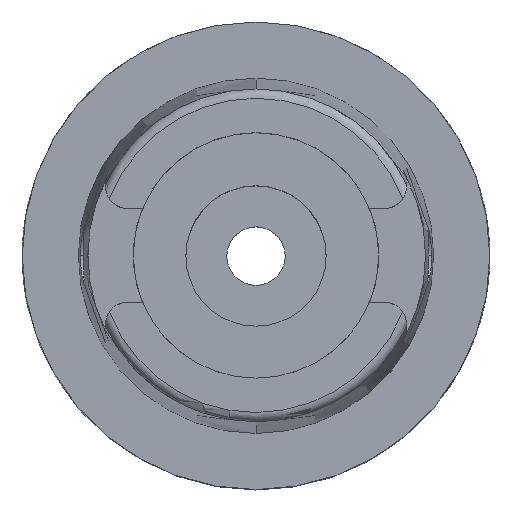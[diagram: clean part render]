
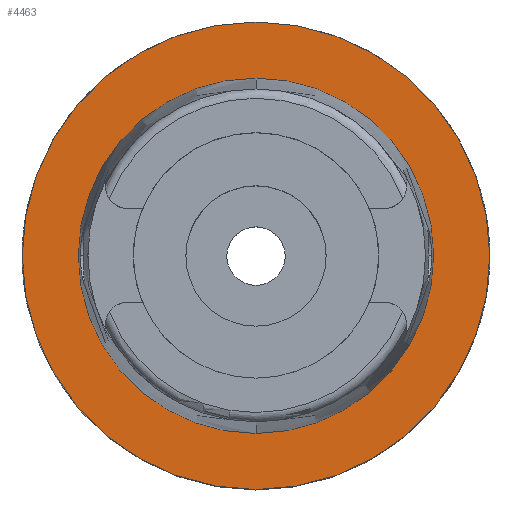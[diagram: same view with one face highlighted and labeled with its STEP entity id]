
A CAD part, top view. The second image highlights one B-rep face of the part: STEP entity #4463.
In plain terms, the highlighted planar face has unit normal (0, 0, 1).
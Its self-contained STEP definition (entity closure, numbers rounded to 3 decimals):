
#2287=CARTESIAN_POINT('',(0.,0.,0.));
#2288=DIRECTION('',(0.,0.,-1.));
#2289=DIRECTION('',(0.,-1.,0.));
#2290=AXIS2_PLACEMENT_3D('',#2287,#2288,#2289);
#2295=CARTESIAN_POINT('',(0.,0.,0.));
#2296=DIRECTION('',(0.,0.,-1.));
#2297=DIRECTION('',(0.,1.,0.));
#2298=AXIS2_PLACEMENT_3D('',#2295,#2296,#2297);
#2303=CARTESIAN_POINT('',(0.,0.,0.));
#2304=DIRECTION('',(0.,0.,1.));
#2305=DIRECTION('',(0.,-1.,0.));
#2306=AXIS2_PLACEMENT_3D('',#2303,#2304,#2305);
#2311=CARTESIAN_POINT('',(0.,0.,0.));
#2312=DIRECTION('',(0.,0.,1.));
#2313=DIRECTION('',(0.,1.,0.));
#2314=AXIS2_PLACEMENT_3D('',#2311,#2312,#2313);
#2517=CARTESIAN_POINT('',(0.,-15.2,0.));
#2518=VERTEX_POINT('',#2517);
#2519=CARTESIAN_POINT('',(0.,15.2,0.));
#2520=VERTEX_POINT('',#2519);
#2791=CARTESIAN_POINT('',(0.,20.,0.));
#2792=VERTEX_POINT('',#2791);
#2793=CARTESIAN_POINT('',(0.,-20.,0.));
#2794=VERTEX_POINT('',#2793);
#4450=CARTESIAN_POINT('',(0.,0.,0.));
#4451=DIRECTION('',(0.,0.,-1.));
#4452=DIRECTION('',(0.,-1.,0.));
#4453=AXIS2_PLACEMENT_3D('',#4450,#4451,#4452);
#4454=PLANE('',#4453);
#4455=ORIENTED_EDGE('',*,*,#4062,.T.);
#4456=ORIENTED_EDGE('',*,*,#4205,.T.);
#4457=EDGE_LOOP('',(#4455,#4456));
#4458=FACE_OUTER_BOUND('',#4457,.F.);
#4459=ORIENTED_EDGE('',*,*,#3022,.T.);
#4460=ORIENTED_EDGE('',*,*,#2991,.T.);
#4461=EDGE_LOOP('',(#4459,#4460));
#4462=FACE_BOUND('',#4461,.F.);
#2291=CIRCLE('',#2290,20.);
#2299=CIRCLE('',#2298,20.);
#2307=CIRCLE('',#2306,15.2);
#2315=CIRCLE('',#2314,15.2);
#2991=EDGE_CURVE('',#2520,#2518,#2315,.T.);
#3022=EDGE_CURVE('',#2518,#2520,#2307,.T.);
#4062=EDGE_CURVE('',#2794,#2792,#2291,.T.);
#4205=EDGE_CURVE('',#2792,#2794,#2299,.T.);
#4463=ADVANCED_FACE('',(#4458,#4462),#4454,.F.);
